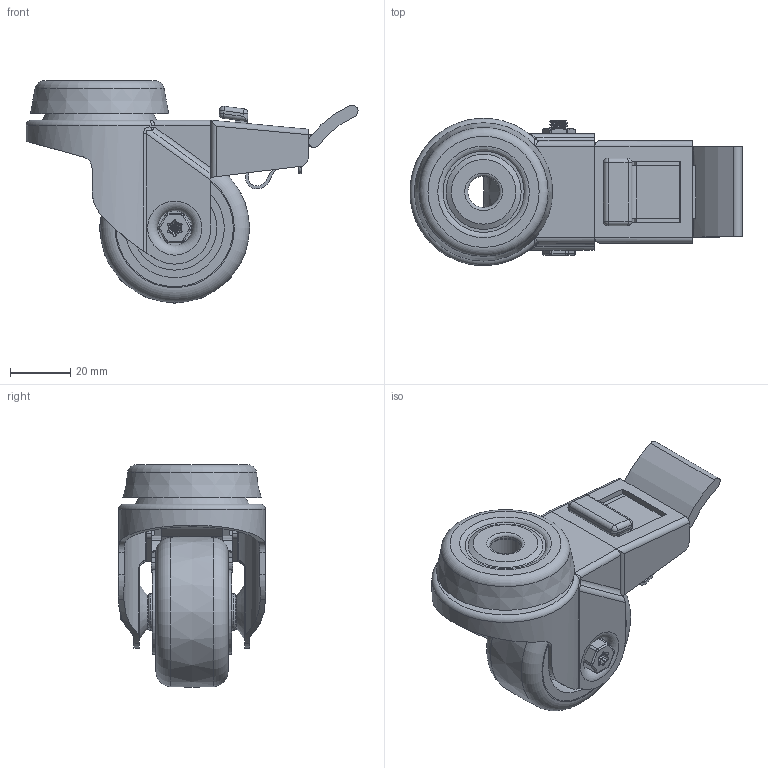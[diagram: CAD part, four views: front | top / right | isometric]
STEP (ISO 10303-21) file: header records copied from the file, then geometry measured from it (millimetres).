
FILE_DESCRIPTION(/* description */ ('','CAx-IF Rec.Pracs.---Representation and Presentation of Product Manufacturing Information (PMI)---4.0---2014-10-13'),/* implementation_level */ '2;1');
FILE_NAME(/* name */ 'BZRA50VGRBJBH10SWB.step',/* time_stamp */ '2025-03-07T14:12:06Z',/* author */ (''),/* organization */ (''),/* preprocessor_version */ 'ST-DEVELOPER v20',/* originating_system */ 'Autodesk Translation Framework v13.20.0.188',/* authorisation */ '');
FILE_SCHEMA (('AP242_MANAGED_MODEL_BASED_3D_ENGINEERING_MIM_LF { 1 0 10303 442 1 1 4 }'));
Length unit declared in the file: millimetre
Products named in the file (22): BZRA50VGRBJBH10SWB; BZRA50ASBH10SWB v1; ZINC PLATED PRESSED STEEL FORKS; ZINC PLATED PRESSED STEEL HEAD; ZINC PLATED PRESSED STEEL BRAKE; NYLON BRAKE PEDAL; BRAKE PAD; BZL50WVGRBJM828 v1; THERMOPLASTIC RUBBER TYRE; POLYPROPYLENE RIM; BEARING608-ZB; Pattern; BEARING608-ZB (1); Pattern (1); Component4; METAL; INSIDE; OUTTER; BOLTBZRA6MM v2; ZINC PLATED AXLE BOLT; NM6GR8HALFGR8 v1; ZINC PLATED LOCKING NUT
Assembly tree (37 placements, depth 5):
  BZRA50VGRBJBH10SWB
    BZRA50ASBH10SWB v1
      ZINC PLATED PRESSED STEEL FORKS
      ZINC PLATED PRESSED STEEL HEAD
      ZINC PLATED PRESSED STEEL BRAKE
      NYLON BRAKE PEDAL
      BRAKE PAD
    BZL50WVGRBJM828 v1
      THERMOPLASTIC RUBBER TYRE
      POLYPROPYLENE RIM
      BEARING608-ZB
        METAL
        INSIDE
        OUTTER
        Pattern
          Component4  x7
      BEARING608-ZB (1)
        Pattern (1)
          Component4  x7
        METAL
        INSIDE
        OUTTER
    BOLTBZRA6MM v2
      ZINC PLATED AXLE BOLT
    NM6GR8HALFGR8 v1
      ZINC PLATED LOCKING NUT
Bounding box: 110.48 x 48.99 x 74 mm (x, y, z)
Volume: 67943.2 mm3; surface area: 60206.4 mm2
Topology: 31 solids, 31 shells, 510 faces, 1248 edges, 787 vertices
Faces by surface type: cylinder 197, plane 156, torus 56, bspline 55, cone 24, sphere 22
Full cylindrical faces by diameter (mm): 4.744 x2, 5.884 x4, 6 x2, 6.2 x1, 8 x1, 8.1 x2, 8.2 x1, 10.5 x1, 10.561 x1, 12.2 x2, 12.5 x4, 14.761 x1, 18 x1, 19.2 x8, 20 x1, 20.5 x2, 22 x4, 28 x2, 33 x2, 39 x3
Entity records: 27435 total; most frequent: CARTESIAN_POINT 15782, DIRECTION 2413, ORIENTED_EDGE 2274, EDGE_CURVE 1137, AXIS2_PLACEMENT_3D 986, VERTEX_POINT 721, EDGE_LOOP 514, CIRCLE 468
